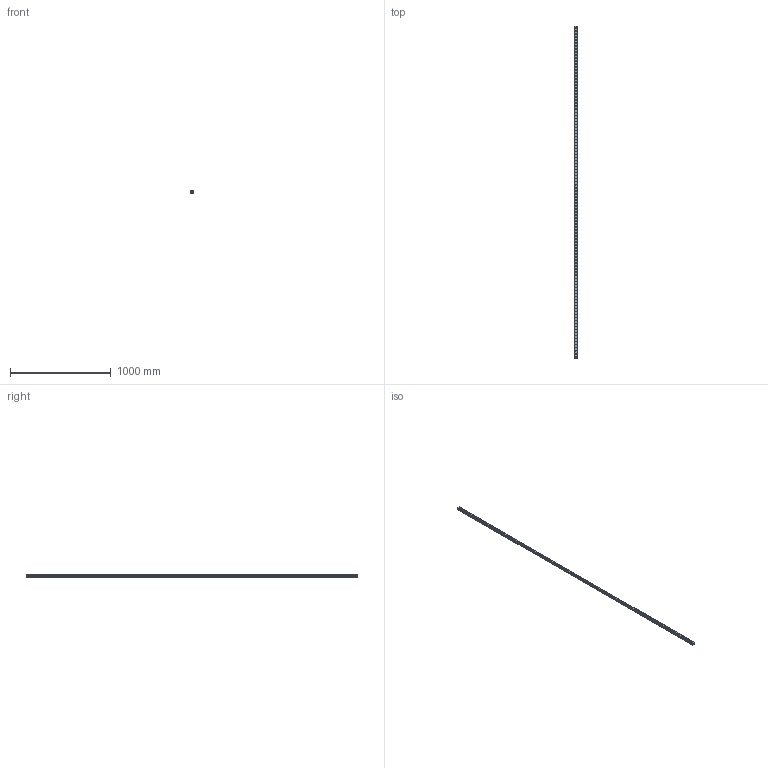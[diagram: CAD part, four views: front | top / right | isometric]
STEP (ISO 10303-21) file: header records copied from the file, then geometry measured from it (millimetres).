
FILE_DESCRIPTION(('STEP AP214'),'1');
FILE_NAME('cctmp_BF19A96D-C57D-4B48-8882-604C1E7D798D_2021_03_11_08_42_19_0446..stp','2021-03-11T07:42:20',('HIWIN GmbH'),('CADClick - www.CADClick.com'),'Spatial InterOp 3D',' ','unknown authorization');
FILE_SCHEMA(('AUTOMOTIVE_DESIGN'));
Length unit declared in the file: millimetre
Products named in the file (1): RGR25R3300H_FILE
Bounding box: 23 x 3300 x 23.6 mm (x, y, z)
Volume: 1323359.9 mm3; surface area: 409412.7 mm2
Topology: 1 solids, 1 shells, 1107 faces, 2313 edges, 1542 vertices
Faces by surface type: cylinder 678, plane 429
Entity records: 39043 total; most frequent: DIRECTION 5885, CARTESIAN_POINT 4963, ORIENTED_EDGE 4626, AXIS2_PLACEMENT_3D 2464, EDGE_CURVE 2313, VERTEX_POINT 1542, EDGE_LOOP 1441, CIRCLE 1356
